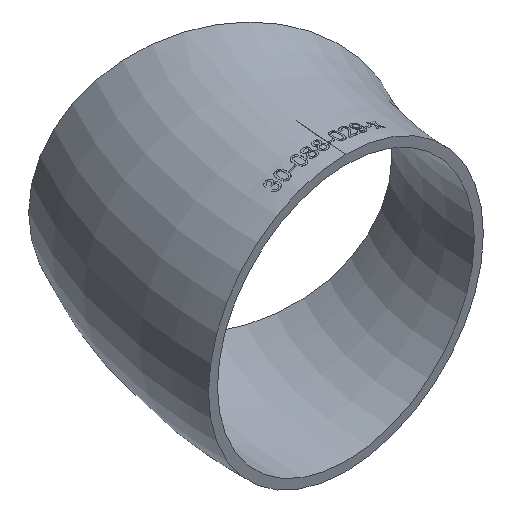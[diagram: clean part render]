
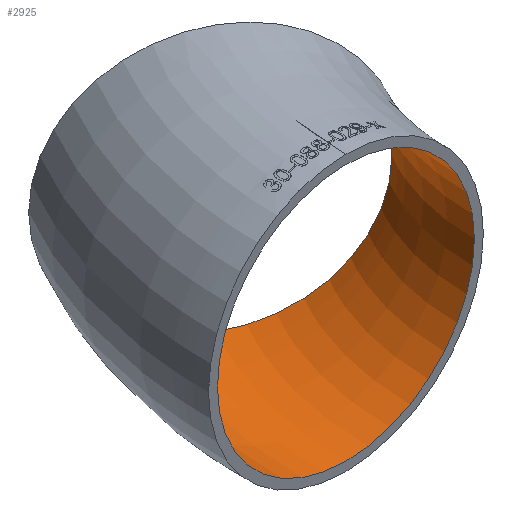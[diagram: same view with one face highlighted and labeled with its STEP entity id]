
A CAD part, isometric view. The second image highlights one B-rep face of the part: STEP entity #2925.
In plain terms, the highlighted toroidal (fillet/blend) face has major radius 114.5 mm and minor radius 41.55 mm.
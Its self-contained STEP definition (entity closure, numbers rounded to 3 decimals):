
#6 = ORIENTED_EDGE ( 'NONE', *, *, #13671, .T. ) ;
#2190 = ORIENTED_EDGE ( 'NONE', *, *, #14505, .F. ) ;
#2391 = DIRECTION ( 'NONE',  ( -0.866, 0.5, 0. ) ) ;
#2925 = ADVANCED_FACE ( 'NONE', ( #18624, #16466 ), #16146, .F. ) ;
#3494 = DIRECTION ( 'NONE',  ( 0., 0., 1. ) ) ;
#6015 = CIRCLE ( 'NONE', #9241, 41.55 ) ;
#7562 = DIRECTION ( 'NONE',  ( 0., 0., -1. ) ) ;
#8348 = CARTESIAN_POINT ( 'NONE',  ( -135.143, 78.025, 0. ) ) ;
#9241 = AXIS2_PLACEMENT_3D ( 'NONE', #16444, #11845, #3494 ) ;
#11845 = DIRECTION ( 'NONE',  ( 0., 1., 0. ) ) ;
#13671 = EDGE_CURVE ( 'NONE', #21298, #21298, #18043, .T. ) ;
#13748 = DIRECTION ( 'NONE',  ( 0.5, 0.866, 0. ) ) ;
#13894 = AXIS2_PLACEMENT_3D ( 'NONE', #22109, #13748, #2391 ) ;
#14505 = EDGE_CURVE ( 'NONE', #25617, #25617, #6015, .T. ) ;
#16146 = TOROIDAL_SURFACE ( 'NONE', #21653, 114.5, 41.55 ) ;
#16444 = CARTESIAN_POINT ( 'NONE',  ( -114.5, 0., 0. ) ) ;
#16466 = FACE_OUTER_BOUND ( 'NONE', #26266, .T. ) ;
#17270 = EDGE_LOOP ( 'NONE', ( #6 ) ) ;
#18043 = CIRCLE ( 'NONE', #13894, 41.55 ) ;
#18624 = FACE_OUTER_BOUND ( 'NONE', #17270, .T. ) ;
#18909 = DIRECTION ( 'NONE',  ( -1., 0., 0. ) ) ;
#19285 = CARTESIAN_POINT ( 'NONE',  ( -114.5, 0., 41.55 ) ) ;
#21209 = CARTESIAN_POINT ( 'NONE',  ( 0., 0., 0. ) ) ;
#21298 = VERTEX_POINT ( 'NONE', #8348 ) ;
#21653 = AXIS2_PLACEMENT_3D ( 'NONE', #21209, #7562, #18909 ) ;
#22109 = CARTESIAN_POINT ( 'NONE',  ( -99.16, 57.25, 0. ) ) ;
#25617 = VERTEX_POINT ( 'NONE', #19285 ) ;
#26266 = EDGE_LOOP ( 'NONE', ( #2190 ) ) ;
